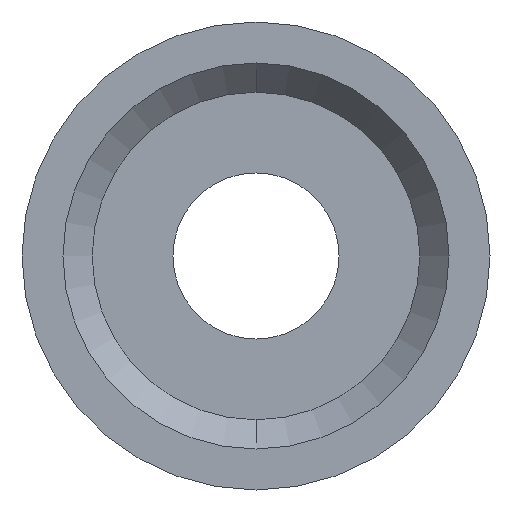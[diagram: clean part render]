
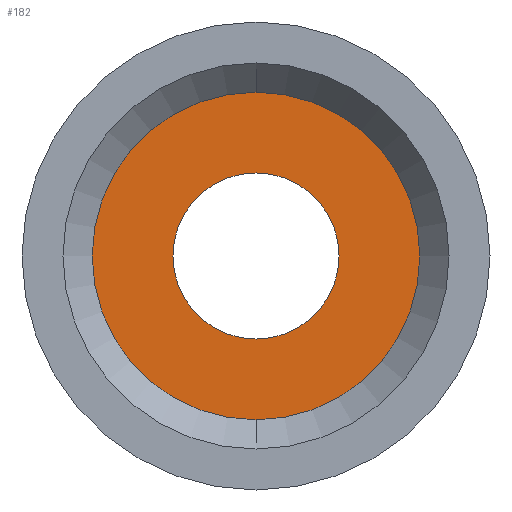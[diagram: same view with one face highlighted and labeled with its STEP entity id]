
A CAD part, left-side view. The second image highlights one B-rep face of the part: STEP entity #182.
In plain terms, the highlighted planar face has unit normal (-1, 0, 0).
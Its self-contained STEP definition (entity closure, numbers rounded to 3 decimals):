
#120=CARTESIAN_POINT('',(1.3,-0.,-7.));
#121=VERTEX_POINT('',#120);
#129=CARTESIAN_POINT('',(1.3,0.,7.));
#130=VERTEX_POINT('',#129);
#137=CARTESIAN_POINT('',(1.3,0.,0.));
#138=DIRECTION('',(1.,0.,0.));
#139=DIRECTION('',(0.,0.,-1.));
#140=AXIS2_PLACEMENT_3D('',#137,#138,#139);
#141=CIRCLE('',#140,7.);
#142=EDGE_CURVE('',#130,#121,#141,.T.);
#147=CARTESIAN_POINT('',(1.3,7.,0.));
#148=DIRECTION('',(-1.,0.,0.));
#149=DIRECTION('',(0.,0.,1.));
#150=AXIS2_PLACEMENT_3D('',#147,#148,#149);
#151=PLANE('',#150);
#152=CARTESIAN_POINT('',(1.3,-0.,-3.55));
#153=VERTEX_POINT('',#152);
#154=CARTESIAN_POINT('',(1.3,0.,3.55));
#155=VERTEX_POINT('',#154);
#156=CARTESIAN_POINT('',(1.3,0.,0.));
#157=DIRECTION('',(1.,0.,0.));
#158=DIRECTION('',(0.,0.,-1.));
#159=AXIS2_PLACEMENT_3D('',#156,#157,#158);
#160=CIRCLE('',#159,3.55);
#161=EDGE_CURVE('',#153,#155,#160,.T.);
#162=ORIENTED_EDGE('',*,*,#161,.T.);
#163=CARTESIAN_POINT('',(1.3,0.,0.));
#164=DIRECTION('',(1.,0.,0.));
#165=DIRECTION('',(0.,0.,-1.));
#166=AXIS2_PLACEMENT_3D('',#163,#164,#165);
#167=CIRCLE('',#166,3.55);
#168=EDGE_CURVE('',#155,#153,#167,.T.);
#169=ORIENTED_EDGE('',*,*,#168,.T.);
#170=EDGE_LOOP('',(#162,#169));
#171=FACE_BOUND('',#170,.T.);
#172=ORIENTED_EDGE('',*,*,#142,.F.);
#173=CARTESIAN_POINT('',(1.3,0.,0.));
#174=DIRECTION('',(1.,0.,0.));
#175=DIRECTION('',(0.,0.,-1.));
#176=AXIS2_PLACEMENT_3D('',#173,#174,#175);
#177=CIRCLE('',#176,7.);
#178=EDGE_CURVE('',#121,#130,#177,.T.);
#179=ORIENTED_EDGE('',*,*,#178,.F.);
#180=EDGE_LOOP('',(#172,#179));
#181=FACE_BOUND('',#180,.T.);
#182=ADVANCED_FACE('',(#171,#181),#151,.T.);
